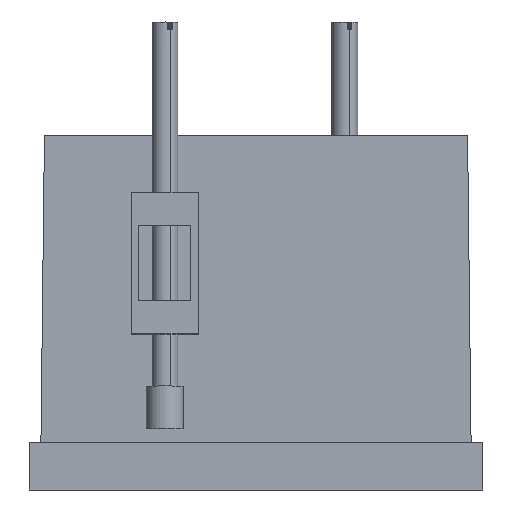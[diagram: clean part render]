
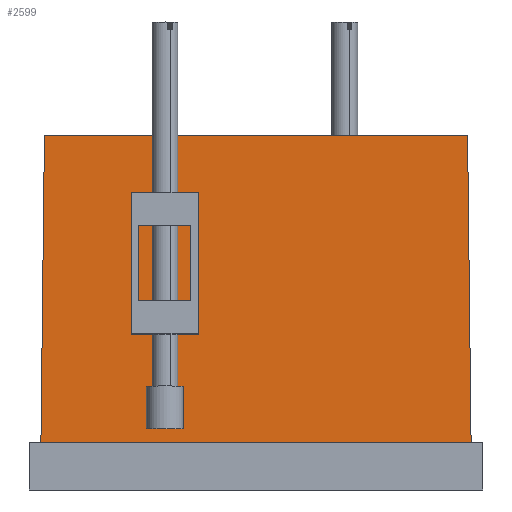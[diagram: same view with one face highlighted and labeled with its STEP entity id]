
A CAD part, left-side view. The second image highlights one B-rep face of the part: STEP entity #2599.
In plain terms, the highlighted planar face has unit normal (-1, 0, 0.011).
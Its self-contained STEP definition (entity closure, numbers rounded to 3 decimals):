
#39 = CARTESIAN_POINT ( 'NONE',  ( -44.75, -44.75, 0. ) ) ;
#96 = ORIENTED_EDGE ( 'NONE', *, *, #1946, .F. ) ;
#114 = VECTOR ( 'NONE', #2377, 1000. ) ;
#134 = CARTESIAN_POINT ( 'NONE',  ( -44.887, 21., -12.1 ) ) ;
#153 = VECTOR ( 'NONE', #690, 1000. ) ;
#229 = EDGE_CURVE ( 'NONE', #1435, #1671, #408, .T. ) ;
#244 = VECTOR ( 'NONE', #1514, 1000. ) ;
#267 = EDGE_LOOP ( 'NONE', ( #2728, #2416, #2499, #1294 ) ) ;
#278 = ORIENTED_EDGE ( 'NONE', *, *, #1305, .F. ) ;
#380 = LINE ( 'NONE', #2610, #2771 ) ;
#408 = LINE ( 'NONE', #1961, #1034 ) ;
#436 = CARTESIAN_POINT ( 'NONE',  ( -44.75, 44.75, 0. ) ) ;
#514 = EDGE_CURVE ( 'NONE', #2979, #1132, #1737, .T. ) ;
#520 = DIRECTION ( 'NONE',  ( -0.011, 0., -1. ) ) ;
#560 = EDGE_CURVE ( 'NONE', #2716, #702, #1803, .T. ) ;
#668 = DIRECTION ( 'NONE',  ( 0.011, 0., 1. ) ) ;
#690 = DIRECTION ( 'NONE',  ( 0., -1., 0. ) ) ;
#702 = VERTEX_POINT ( 'NONE', #2441 ) ;
#739 = VECTOR ( 'NONE', #1558, 1000. ) ;
#842 = ORIENTED_EDGE ( 'NONE', *, *, #1894, .F. ) ;
#900 = FACE_BOUND ( 'NONE', #267, .T. ) ;
#946 = EDGE_CURVE ( 'NONE', #3099, #2638, #2484, .T. ) ;
#950 = VECTOR ( 'NONE', #1277, 1000. ) ;
#1034 = VECTOR ( 'NONE', #520, 1000. ) ;
#1041 = CARTESIAN_POINT ( 'NONE',  ( -45.489, 45.489, -65. ) ) ;
#1044 = ORIENTED_EDGE ( 'NONE', *, *, #560, .F. ) ;
#1079 = LINE ( 'NONE', #1357, #2580 ) ;
#1132 = VERTEX_POINT ( 'NONE', #2662 ) ;
#1140 = DIRECTION ( 'NONE',  ( -1., 0., 0.011 ) ) ;
#1144 = VERTEX_POINT ( 'NONE', #39 ) ;
#1145 = CARTESIAN_POINT ( 'NONE',  ( -44.967, 21., -19.1 ) ) ;
#1276 = EDGE_LOOP ( 'NONE', ( #96, #1638, #2300, #1388 ) ) ;
#1277 = DIRECTION ( 'NONE',  ( 0.011, 0., 1. ) ) ;
#1294 = ORIENTED_EDGE ( 'NONE', *, *, #229, .F. ) ;
#1305 = EDGE_CURVE ( 'NONE', #2123, #2716, #1760, .T. ) ;
#1357 = CARTESIAN_POINT ( 'NONE',  ( -45.228, 44.75, -42.1 ) ) ;
#1358 = DIRECTION ( 'NONE',  ( 0., 1., 0. ) ) ;
#1371 = DIRECTION ( 'NONE',  ( 0., -1., 0. ) ) ;
#1382 = EDGE_CURVE ( 'NONE', #1132, #1435, #2331, .T. ) ;
#1388 = ORIENTED_EDGE ( 'NONE', *, *, #2870, .T. ) ;
#1415 = VERTEX_POINT ( 'NONE', #2705 ) ;
#1420 = CARTESIAN_POINT ( 'NONE',  ( -44.75, 44.75, 0. ) ) ;
#1435 = VERTEX_POINT ( 'NONE', #134 ) ;
#1514 = DIRECTION ( 'NONE',  ( 0., 1., 0. ) ) ;
#1558 = DIRECTION ( 'NONE',  ( 0.011, 0., 1. ) ) ;
#1559 = LINE ( 'NONE', #1895, #153 ) ;
#1604 = DIRECTION ( 'NONE',  ( 0., -1., 0. ) ) ;
#1638 = ORIENTED_EDGE ( 'NONE', *, *, #2860, .F. ) ;
#1655 = EDGE_CURVE ( 'NONE', #2401, #2123, #1079, .T. ) ;
#1671 = VERTEX_POINT ( 'NONE', #1145 ) ;
#1708 = VECTOR ( 'NONE', #2646, 1000. ) ;
#1737 = LINE ( 'NONE', #2066, #739 ) ;
#1760 = LINE ( 'NONE', #2936, #950 ) ;
#1786 = ORIENTED_EDGE ( 'NONE', *, *, #1655, .F. ) ;
#1803 = LINE ( 'NONE', #1828, #2115 ) ;
#1828 = CARTESIAN_POINT ( 'NONE',  ( -45.149, 44.75, -35.1 ) ) ;
#1869 = LINE ( 'NONE', #1420, #1708 ) ;
#1887 = DIRECTION ( 'NONE',  ( 0., -1., 0. ) ) ;
#1894 = EDGE_CURVE ( 'NONE', #702, #2401, #2168, .T. ) ;
#1895 = CARTESIAN_POINT ( 'NONE',  ( -44.75, 44.75, 0. ) ) ;
#1946 = EDGE_CURVE ( 'NONE', #1415, #1144, #1559, .T. ) ;
#1951 = EDGE_CURVE ( 'NONE', #1671, #2979, #380, .T. ) ;
#1961 = CARTESIAN_POINT ( 'NONE',  ( -44.75, 21., 0. ) ) ;
#2026 = VECTOR ( 'NONE', #1604, 1000. ) ;
#2066 = CARTESIAN_POINT ( 'NONE',  ( -44.75, 17., 0. ) ) ;
#2068 = PLANE ( 'NONE',  #2658 ) ;
#2094 = CARTESIAN_POINT ( 'NONE',  ( -45.489, -44.75, -65. ) ) ;
#2115 = VECTOR ( 'NONE', #1358, 1000. ) ;
#2123 = VERTEX_POINT ( 'NONE', #2927 ) ;
#2130 = CARTESIAN_POINT ( 'NONE',  ( -45.149, 17., -35.1 ) ) ;
#2168 = LINE ( 'NONE', #2863, #114 ) ;
#2177 = DIRECTION ( 'NONE',  ( 0.011, 0.011, 1. ) ) ;
#2300 = ORIENTED_EDGE ( 'NONE', *, *, #946, .T. ) ;
#2312 = CARTESIAN_POINT ( 'NONE',  ( -45.489, -45.489, -65. ) ) ;
#2331 = LINE ( 'NONE', #2926, #244 ) ;
#2377 = DIRECTION ( 'NONE',  ( -0.011, 0., -1. ) ) ;
#2401 = VERTEX_POINT ( 'NONE', #2539 ) ;
#2416 = ORIENTED_EDGE ( 'NONE', *, *, #514, .F. ) ;
#2441 = CARTESIAN_POINT ( 'NONE',  ( -45.149, 21., -35.1 ) ) ;
#2484 = LINE ( 'NONE', #2094, #2026 ) ;
#2499 = ORIENTED_EDGE ( 'NONE', *, *, #1951, .F. ) ;
#2539 = CARTESIAN_POINT ( 'NONE',  ( -45.228, 21., -42.1 ) ) ;
#2580 = VECTOR ( 'NONE', #1371, 1000. ) ;
#2599 = ADVANCED_FACE ( 'NONE', ( #2963, #900, #2925 ), #2068, .T. ) ;
#2610 = CARTESIAN_POINT ( 'NONE',  ( -44.967, 44.75, -19.1 ) ) ;
#2624 = CARTESIAN_POINT ( 'NONE',  ( -44.738, -44.738, 1.017 ) ) ;
#2638 = VERTEX_POINT ( 'NONE', #2312 ) ;
#2646 = DIRECTION ( 'NONE',  ( 0.011, -0.011, 1. ) ) ;
#2658 = AXIS2_PLACEMENT_3D ( 'NONE', #436, #1140, #668 ) ;
#2662 = CARTESIAN_POINT ( 'NONE',  ( -44.887, 17., -12.1 ) ) ;
#2673 = CARTESIAN_POINT ( 'NONE',  ( -44.967, 17., -19.1 ) ) ;
#2705 = CARTESIAN_POINT ( 'NONE',  ( -44.75, 44.75, 0. ) ) ;
#2716 = VERTEX_POINT ( 'NONE', #2130 ) ;
#2728 = ORIENTED_EDGE ( 'NONE', *, *, #1382, .F. ) ;
#2771 = VECTOR ( 'NONE', #1887, 1000. ) ;
#2809 = EDGE_LOOP ( 'NONE', ( #1044, #278, #1786, #842 ) ) ;
#2853 = LINE ( 'NONE', #2624, #3078 ) ;
#2860 = EDGE_CURVE ( 'NONE', #3099, #1415, #1869, .T. ) ;
#2863 = CARTESIAN_POINT ( 'NONE',  ( -44.75, 21., 0. ) ) ;
#2870 = EDGE_CURVE ( 'NONE', #2638, #1144, #2853, .T. ) ;
#2925 = FACE_OUTER_BOUND ( 'NONE', #1276, .T. ) ;
#2926 = CARTESIAN_POINT ( 'NONE',  ( -44.887, 44.75, -12.1 ) ) ;
#2927 = CARTESIAN_POINT ( 'NONE',  ( -45.228, 17., -42.1 ) ) ;
#2936 = CARTESIAN_POINT ( 'NONE',  ( -44.75, 17., 0. ) ) ;
#2963 = FACE_BOUND ( 'NONE', #2809, .T. ) ;
#2979 = VERTEX_POINT ( 'NONE', #2673 ) ;
#3078 = VECTOR ( 'NONE', #2177, 1000. ) ;
#3099 = VERTEX_POINT ( 'NONE', #1041 ) ;
